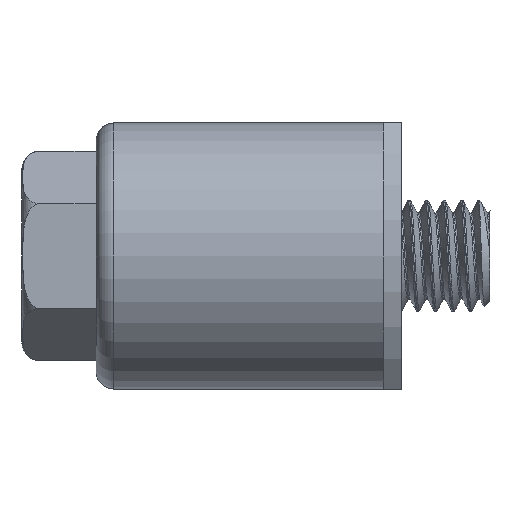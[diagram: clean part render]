
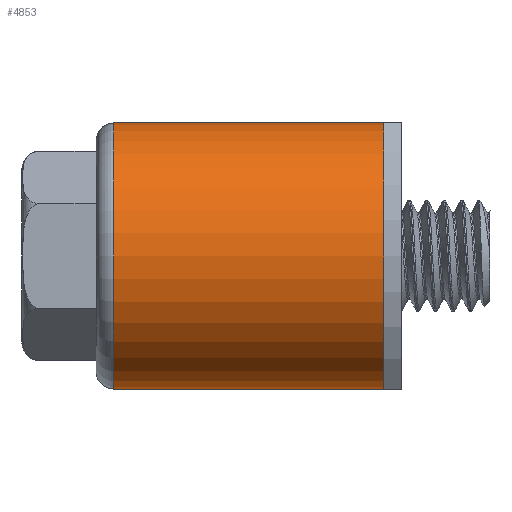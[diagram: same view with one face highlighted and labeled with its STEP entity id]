
A CAD part, left-side view. The second image highlights one B-rep face of the part: STEP entity #4853.
In plain terms, the highlighted cylindrical face has radius 9.525 mm (diameter 19.05 mm), a partial arc.
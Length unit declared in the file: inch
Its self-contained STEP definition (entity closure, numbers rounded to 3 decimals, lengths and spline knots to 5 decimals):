
#268=LINE('',#11668,#481);
#272=LINE('',#11693,#485);
#481=VECTOR('',#6520,0.3937);
#485=VECTOR('',#6552,0.3937);
#896=CIRCLE('',#5367,0.375);
#905=CIRCLE('',#5387,0.375);
#1016=CYLINDRICAL_SURFACE('',#5388,0.375);
#1472=FACE_OUTER_BOUND('',#1967,.T.);
#1967=EDGE_LOOP('',(#4119,#4120,#4121,#4122));
#2497=VERTEX_POINT('',#11665);
#2498=VERTEX_POINT('',#11667);
#2502=VERTEX_POINT('',#11681);
#2505=VERTEX_POINT('',#11692);
#3032=EDGE_CURVE('',#2497,#2498,#268,.T.);
#3043=EDGE_CURVE('',#2498,#2502,#896,.T.);
#3044=EDGE_CURVE('',#2505,#2502,#272,.T.);
#3058=EDGE_CURVE('',#2497,#2505,#905,.T.);
#4119=ORIENTED_EDGE('',*,*,#3043,.F.);
#4120=ORIENTED_EDGE('',*,*,#3032,.F.);
#4121=ORIENTED_EDGE('',*,*,#3058,.T.);
#4122=ORIENTED_EDGE('',*,*,#3044,.T.);
#4853=ADVANCED_FACE('',(#1472),#1016,.T.);
#5367=AXIS2_PLACEMENT_3D('',#11690,#6548,#6549);
#5387=AXIS2_PLACEMENT_3D('',#11763,#6593,#6594);
#5388=AXIS2_PLACEMENT_3D('',#11764,#6595,#6596);
#6520=DIRECTION('',(0.,1.,0.));
#6548=DIRECTION('center_axis',(0.,1.,0.));
#6549=DIRECTION('ref_axis',(-1.,0.,0.));
#6552=DIRECTION('',(0.,1.,0.));
#6593=DIRECTION('center_axis',(0.,1.,0.));
#6594=DIRECTION('ref_axis',(0.,0.,
-1.));
#6595=DIRECTION('center_axis',(0.,1.,0.));
#6596=DIRECTION('ref_axis',(0.,0.,
-1.));
#11665=CARTESIAN_POINT('',(-0.793,0.05,-0.375));
#11667=CARTESIAN_POINT('',(-0.793,0.81,-0.375));
#11668=CARTESIAN_POINT('',(-0.793,0.,-0.375));
#11681=CARTESIAN_POINT('',(-0.793,0.81,0.375));
#11690=CARTESIAN_POINT('Origin',(-0.793,0.81,0.));
#11692=CARTESIAN_POINT('',(-0.793,0.05,0.375));
#11693=CARTESIAN_POINT('',(-0.793,0.,0.375));
#11763=CARTESIAN_POINT('Origin',(-0.793,0.05,0.));
#11764=CARTESIAN_POINT('Origin',(-0.793,0.,0.));
